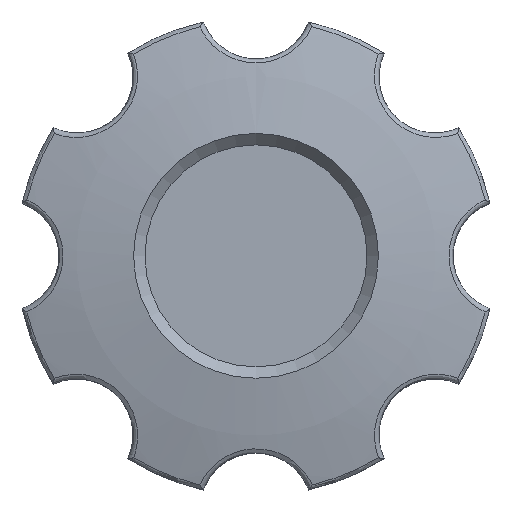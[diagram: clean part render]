
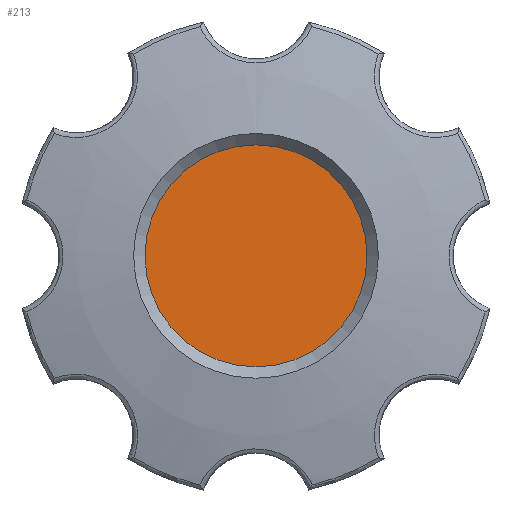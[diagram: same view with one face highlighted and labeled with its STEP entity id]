
A CAD part, top view. The second image highlights one B-rep face of the part: STEP entity #213.
In plain terms, the highlighted planar face has unit normal (0, 0, 1).
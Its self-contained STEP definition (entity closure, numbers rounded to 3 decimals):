
#213 = ADVANCED_FACE( '', ( #454 ), #455, .F. );
#454 = FACE_OUTER_BOUND( '', #2588, .T. );
#455 = PLANE( '', #2589 );
#2588 = EDGE_LOOP( '', ( #3769 ) );
#2589 = AXIS2_PLACEMENT_3D( '', #3770, #3771, #3772 );
#3769 = ORIENTED_EDGE( '', *, *, #4036, .T. );
#3770 = CARTESIAN_POINT( '', ( 0., 10.416, 25.107 ) );
#3771 = DIRECTION( '', ( 0., 0., -1. ) );
#3772 = DIRECTION( '', ( 0., 1., 0. ) );
#4036 = EDGE_CURVE( '', #4347, #4347, #4348, .T. );
#4347 = VERTEX_POINT( '', #5098 );
#4348 = CIRCLE( '', #5099, 10.416 );
#5098 = CARTESIAN_POINT( '', ( 0., -10.416, 25.107 ) );
#5099 = AXIS2_PLACEMENT_3D( '', #7372, #7373, #7374 );
#7372 = CARTESIAN_POINT( '', ( 0., 0., 25.107 ) );
#7373 = DIRECTION( '', ( 0., 0., 1. ) );
#7374 = DIRECTION( '', ( 0., -1., 0. ) );
